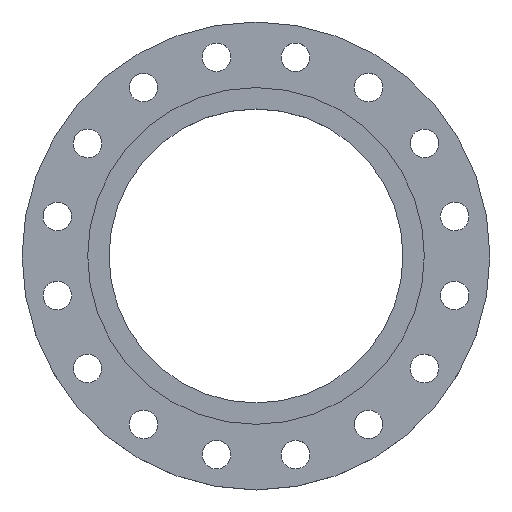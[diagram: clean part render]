
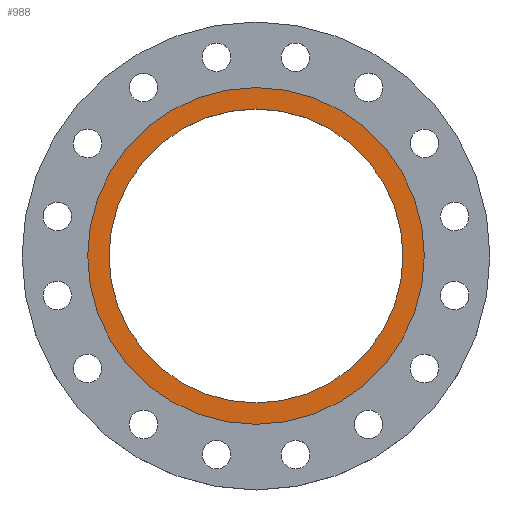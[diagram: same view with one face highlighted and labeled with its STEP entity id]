
A CAD part, top view. The second image highlights one B-rep face of the part: STEP entity #988.
In plain terms, the highlighted planar face has unit normal (0, 0, 1).
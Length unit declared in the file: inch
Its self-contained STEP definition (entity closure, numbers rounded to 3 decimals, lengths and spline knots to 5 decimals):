
#37 = FACE_BOUND ( 'NONE', #433, .T. ) ;
#137 = CIRCLE ( 'NONE', #1440, 6.44 ) ;
#140 = DIRECTION ( 'NONE',  ( 1., 0., 0. ) ) ;
#143 = ORIENTED_EDGE ( 'NONE', *, *, #386, .T. ) ;
#148 = CARTESIAN_POINT ( 'NONE',  ( 0., 0., 0. ) ) ;
#163 = CARTESIAN_POINT ( 'NONE',  ( -6.44, 0., 0. ) ) ;
#296 = ORIENTED_EDGE ( 'NONE', *, *, #342, .F. ) ;
#340 = CIRCLE ( 'NONE', #1463, 7.375 ) ;
#342 = EDGE_CURVE ( 'NONE', #457, #643, #137, .T. ) ;
#386 = EDGE_CURVE ( 'NONE', #1295, #1437, #1132, .T. ) ;
#409 = CARTESIAN_POINT ( 'NONE',  ( 0., 0., 0. ) ) ;
#433 = EDGE_LOOP ( 'NONE', ( #514, #296 ) ) ;
#449 = AXIS2_PLACEMENT_3D ( 'NONE', #1154, #1026, #1249 ) ;
#456 = DIRECTION ( 'NONE',  ( 0., 0., 1. ) ) ;
#457 = VERTEX_POINT ( 'NONE', #163 ) ;
#501 = EDGE_CURVE ( 'NONE', #643, #457, #1305, .T. ) ;
#514 = ORIENTED_EDGE ( 'NONE', *, *, #501, .F. ) ;
#554 = CARTESIAN_POINT ( 'NONE',  ( -7.375, 0., 0. ) ) ;
#577 = DIRECTION ( 'NONE',  ( 1., 0., 0. ) ) ;
#594 = EDGE_LOOP ( 'NONE', ( #143, #1369 ) ) ;
#643 = VERTEX_POINT ( 'NONE', #1307 ) ;
#676 = AXIS2_PLACEMENT_3D ( 'NONE', #969, #1222, #742 ) ;
#742 = DIRECTION ( 'NONE',  ( 1., 0., 0. ) ) ;
#772 = DIRECTION ( 'NONE',  ( 0., 0., 1. ) ) ;
#797 = DIRECTION ( 'NONE',  ( 0., 0., 1. ) ) ;
#907 = FACE_OUTER_BOUND ( 'NONE', #594, .T. ) ;
#969 = CARTESIAN_POINT ( 'NONE',  ( 0., 0., 0. ) ) ;
#988 = ADVANCED_FACE ( 'NONE', ( #37, #907 ), #1379, .T. ) ;
#1026 = DIRECTION ( 'NONE',  ( 0., 0., 1. ) ) ;
#1132 = CIRCLE ( 'NONE', #676, 7.375 ) ;
#1142 = EDGE_CURVE ( 'NONE', #1437, #1295, #340, .T. ) ;
#1154 = CARTESIAN_POINT ( 'NONE',  ( 0., 0., 0. ) ) ;
#1222 = DIRECTION ( 'NONE',  ( 0., 0., 1. ) ) ;
#1249 = DIRECTION ( 'NONE',  ( 1., 0., 0. ) ) ;
#1258 = CARTESIAN_POINT ( 'NONE',  ( 7.375, 0., 0. ) ) ;
#1295 = VERTEX_POINT ( 'NONE', #1258 ) ;
#1296 = CARTESIAN_POINT ( 'NONE',  ( 0., 0., 0. ) ) ;
#1305 = CIRCLE ( 'NONE', #1433, 6.44 ) ;
#1307 = CARTESIAN_POINT ( 'NONE',  ( 6.44, 0., 0. ) ) ;
#1369 = ORIENTED_EDGE ( 'NONE', *, *, #1142, .T. ) ;
#1379 = PLANE ( 'NONE',  #449 ) ;
#1433 = AXIS2_PLACEMENT_3D ( 'NONE', #409, #797, #1514 ) ;
#1437 = VERTEX_POINT ( 'NONE', #554 ) ;
#1440 = AXIS2_PLACEMENT_3D ( 'NONE', #148, #772, #140 ) ;
#1463 = AXIS2_PLACEMENT_3D ( 'NONE', #1296, #456, #577 ) ;
#1514 = DIRECTION ( 'NONE',  ( 1., 0., 0. ) ) ;
